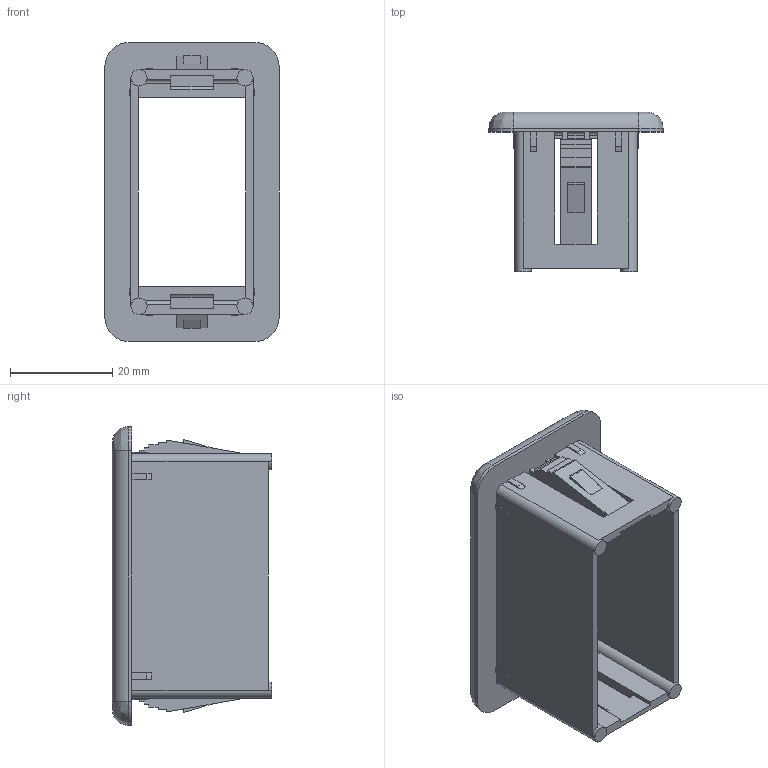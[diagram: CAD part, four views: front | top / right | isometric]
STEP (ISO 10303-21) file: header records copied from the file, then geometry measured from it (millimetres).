
FILE_DESCRIPTION((''),'2;1');
FILE_NAME('536-11585','2012-03-05T',('danboyden'),(''),'PRO/ENGINEER BY PARAMETRIC TECHNOLOGY CORPORATION, 2010280','PRO/ENGINEER BY PARAMETRIC TECHNOLOGY CORPORATION, 2010280','');
FILE_SCHEMA(('CONFIG_CONTROL_DESIGN'));
Length unit declared in the file: inch
Products named in the file (1): 536-11585
Bounding box: 34.04 x 31.11 x 58.42 mm (x, y, z)
Volume: 8568.6 mm3; surface area: 10796.3 mm2
Topology: 1 solids, 1 shells, 155 faces, 458 edges, 300 vertices
Faces by surface type: plane 125, cylinder 26, bspline 4
Entity records: 5244 total; most frequent: CARTESIAN_POINT 1005, ORIENTED_EDGE 916, DIRECTION 820, EDGE_CURVE 458, VECTOR 390, LINE 390, VERTEX_POINT 300, AXIS2_PLACEMENT_3D 215
